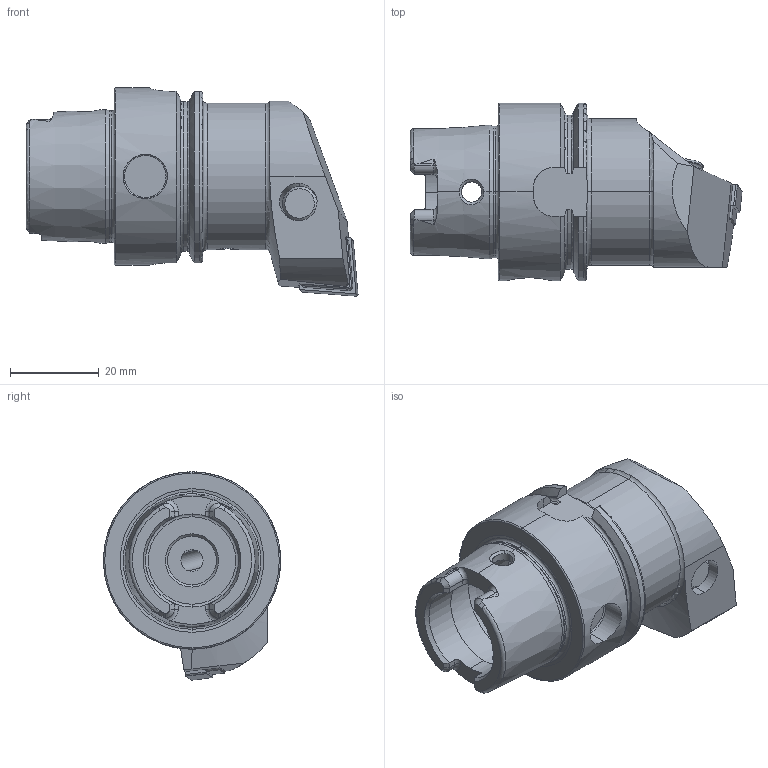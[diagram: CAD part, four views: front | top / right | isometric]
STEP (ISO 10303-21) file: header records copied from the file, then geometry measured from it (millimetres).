
FILE_DESCRIPTION (( 'STEP AP214' ), '1' );
FILE_NAME ('HA4.PCD.RLA.055-HP.STEP', '2020-09-17T06:34:33', ( '' ), ( '' ), 'SwSTEP 2.0', 'SolidWorks 2017', '' );
FILE_SCHEMA (( 'AUTOMOTIVE_DESIGN' ));
Length unit declared in the file: millimetre
Products named in the file (14): DIN 3771 - 13x1; HA4.PCD.RLA.055-HP; KVT_MB_600_050; CHP-ER1.008.011_A; WCD-ER2.101.003_A; CHP-ER1.015.006; WCD-ER3.101.000_A; CHP-ER1.015.006_A; WCD-ER1.101.000; WCD-ER4.101.017_A; CNMG120404; ISO 8752 2x8; HA4-PCD.RLA.055-HP_A; DIN 7991 - M5x15
Assembly tree (13 placements, depth 3):
  HA4.PCD.RLA.055-HP
    HA4-PCD.RLA.055-HP_A
    KVT_MB_600_050
    WCD-ER2.101.003_A
    CNMG120404
    WCD-ER3.101.000_A
    WCD-ER4.101.017_A
    WCD-ER1.101.000
    CHP-ER1.008.011_A
    CHP-ER1.015.006
      CHP-ER1.015.006_A
      DIN 3771 - 13x1
      DIN 7991 - M5x15
    ISO 8752 2x8
Bounding box: 74.9 x 40 x 47 mm (x, y, z)
Volume: 45338.6 mm3; surface area: 19003.6 mm2
Topology: 13 solids, 13 shells, 540 faces, 1340 edges, 806 vertices
Faces by surface type: plane 167, cone 149, cylinder 148, torus 58, bspline 16, sphere 2
Entity records: 19002 total; most frequent: CARTESIAN_POINT 5109, ORIENTED_EDGE 2622, DIRECTION 2595, EDGE_CURVE 1311, AXIS2_PLACEMENT_3D 1017, VERTEX_POINT 803, EDGE_LOOP 570, VECTOR 561
